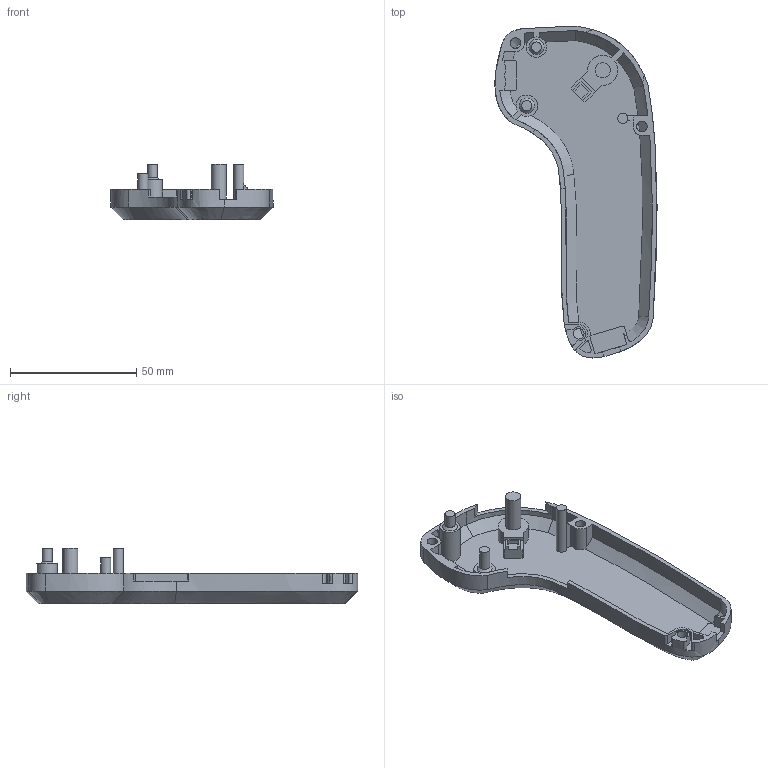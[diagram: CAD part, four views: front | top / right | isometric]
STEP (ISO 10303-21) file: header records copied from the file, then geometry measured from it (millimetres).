
FILE_DESCRIPTION(/* description */ (''),/* implementation_level */ '2;1');
FILE_NAME(/* name */ 'Shell_Bottom.stp',/* time_stamp */ '2021-04-28T17:43:06-05:00',/* author */ ('Patrick'),/* organization */ (''),/* preprocessor_version */ 'ST-DEVELOPER v18.1',/* originating_system */ 'Autodesk Inventor 2021',/* authorisation */ '');
FILE_SCHEMA (('AUTOMOTIVE_DESIGN { 1 0 10303 214 3 1 1 }'));
Length unit declared in the file: millimetre
Products named in the file (1): shell_no_attach
Bounding box: 64.11 x 131.33 x 22 mm (x, y, z)
Volume: 18847.3 mm3; surface area: 18645.3 mm2
Topology: 1 solids, 1 shells, 161 faces, 456 edges, 310 vertices
Faces by surface type: plane 93, bspline 43, cylinder 22, cone 3
Full cylindrical faces by diameter (mm): 4 x3, 4.2 x3, 6 x1, 8 x1
Entity records: 6742 total; most frequent: CARTESIAN_POINT 2935, ORIENTED_EDGE 898, DIRECTION 581, EDGE_CURVE 449, VERTEX_POINT 297, LINE 227, VECTOR 227, AXIS2_PLACEMENT_3D 177
